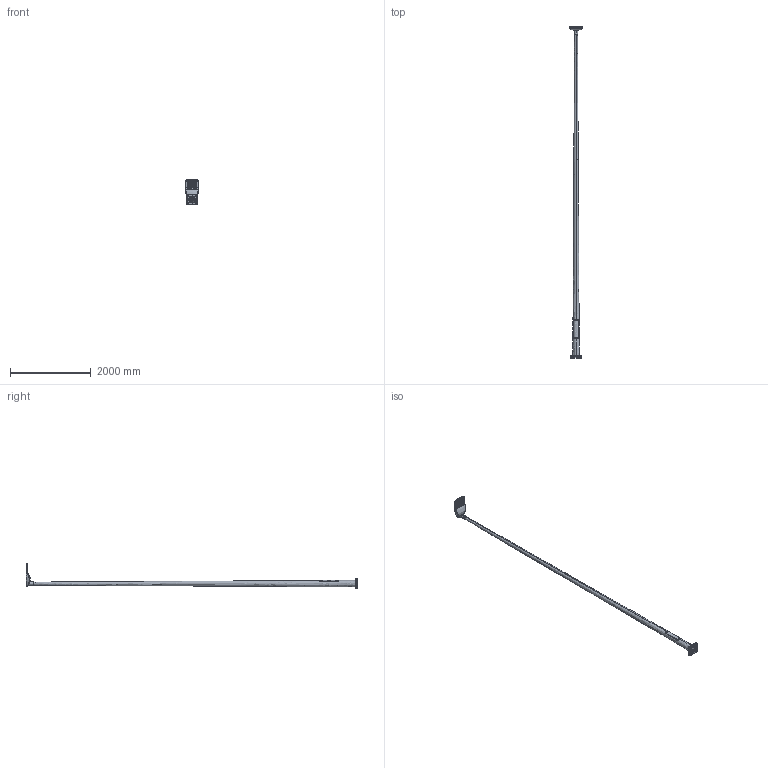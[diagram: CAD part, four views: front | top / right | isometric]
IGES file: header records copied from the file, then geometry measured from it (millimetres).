
Start section: SolidWorks IGES file using analytic representation for surfaces
Global section: file name: verta-1-8(105)-(Ê240-180-4õ25)-ö+ïî.IGS; native system: SolidWorks 2020; preprocessor: SolidWorks 2020; author: Åêàòåðèíà; date: 210713.112313; units: millimetre
Bounding box: 318 x 8207.17 x 638.82 mm (x, y, z)
Surface area: 6846055.8 mm2 (no closed solid volume)
Topology: 0 solids, 0 shells, 787 faces, 11139 edges, 11125 vertices
Faces by surface type: bspline 444, revolution 343
